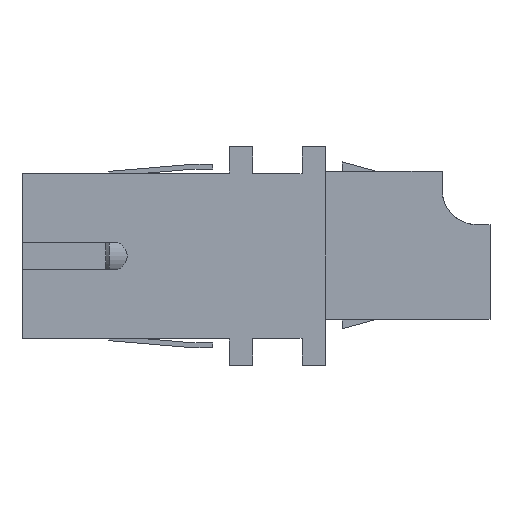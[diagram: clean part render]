
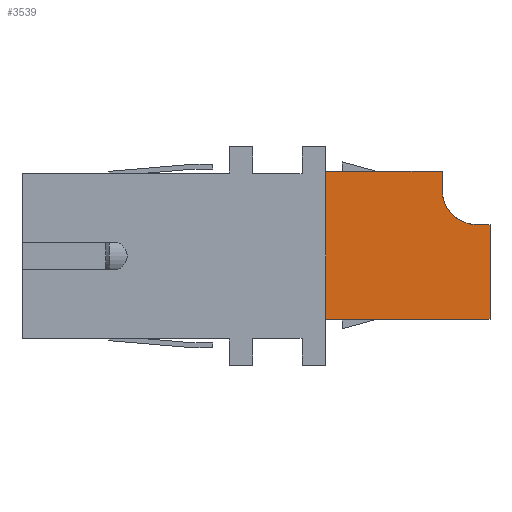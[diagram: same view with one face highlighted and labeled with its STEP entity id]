
A CAD part, left-side view. The second image highlights one B-rep face of the part: STEP entity #3539.
In plain terms, the highlighted planar face has unit normal (-1, 0, 0).
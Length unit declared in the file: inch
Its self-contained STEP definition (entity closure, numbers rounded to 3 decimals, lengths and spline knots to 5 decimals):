
#309 = DIRECTION ( 'NONE',  ( 0., 1., 0. ) ) ;
#310 = VECTOR ( 'NONE', #309, 39.37008 ) ;
#311 = CARTESIAN_POINT ( 'NONE',  ( -0.135, -0.722, -0.1925 ) ) ;
#312 = LINE ( 'NONE', #311, #310 ) ;
#313 = DIRECTION ( 'NONE',  ( 0., 0., 1. ) ) ;
#314 = VECTOR ( 'NONE', #313, 39.37008 ) ;
#315 = CARTESIAN_POINT ( 'NONE',  ( -0.135, -0.5763, 0.2575 ) ) ;
#316 = LINE ( 'NONE', #315, #314 ) ;
#317 = CARTESIAN_POINT ( 'NONE',  ( -0.135, -0.5763, 0.2002 ) ) ;
#318 = DIRECTION ( 'NONE',  ( 0., 0., -1. ) ) ;
#319 = DIRECTION ( 'NONE',  ( 1., 0., 0. ) ) ;
#320 = CARTESIAN_POINT ( 'NONE',  ( -0.135, -0.68084, 0.2002 ) ) ;
#321 = AXIS2_PLACEMENT_3D ( 'NONE', #320, #319, #318 ) ;
#322 = CIRCLE ( 'NONE', #321, 0.10454 ) ;
#333 = CARTESIAN_POINT ( 'NONE',  ( -0.135, -0.68084, 0.09565 ) ) ;
#334 = DIRECTION ( 'NONE',  ( 0., 1., 0. ) ) ;
#335 = VECTOR ( 'NONE', #334, 39.37008 ) ;
#336 = CARTESIAN_POINT ( 'NONE',  ( -0.135, -0.722, 0.09565 ) ) ;
#337 = LINE ( 'NONE', #336, #335 ) ;
#338 = CARTESIAN_POINT ( 'NONE',  ( -0.135, -0.722, -0.1925 ) ) ;
#339 = CARTESIAN_POINT ( 'NONE',  ( -0.135, -0.722, 0.09565 ) ) ;
#340 = DIRECTION ( 'NONE',  ( 0., 0., -1. ) ) ;
#341 = VECTOR ( 'NONE', #340, 39.37008 ) ;
#342 = CARTESIAN_POINT ( 'NONE',  ( -0.135, -0.722, 0.2575 ) ) ;
#343 = LINE ( 'NONE', #342, #341 ) ;
#344 = DIRECTION ( 'NONE',  ( 0., 0., -1. ) ) ;
#345 = DIRECTION ( 'NONE',  ( 1., 0., 0. ) ) ;
#346 = CARTESIAN_POINT ( 'NONE',  ( -0.135, -0.722, 0.2575 ) ) ;
#347 = AXIS2_PLACEMENT_3D ( 'NONE', #346, #345, #344 ) ;
#348 = PLANE ( 'NONE',  #347 ) ;
#349 = FACE_OUTER_BOUND ( 'NONE', #3540, .T. ) ;
#354 = CARTESIAN_POINT ( 'NONE',  ( -0.135, -0.5763, 0.2575 ) ) ;
#355 = DIRECTION ( 'NONE',  ( 0., 1., 0. ) ) ;
#356 = VECTOR ( 'NONE', #355, 39.37008 ) ;
#357 = CARTESIAN_POINT ( 'NONE',  ( -0.135, -0.722, 0.2575 ) ) ;
#358 = LINE ( 'NONE', #357, #356 ) ;
#1661 = CARTESIAN_POINT ( 'NONE',  ( -0.135, -0.222, 0.2575 ) ) ;
#1662 = DIRECTION ( 'NONE',  ( 0., 0., -1. ) ) ;
#1663 = VECTOR ( 'NONE', #1662, 39.37008 ) ;
#1664 = CARTESIAN_POINT ( 'NONE',  ( -0.135, -0.222, 0.2575 ) ) ;
#1665 = LINE ( 'NONE', #1664, #1663 ) ;
#1666 = CARTESIAN_POINT ( 'NONE',  ( -0.135, -0.222, -0.1925 ) ) ;
#3520 = EDGE_CURVE ( 'NONE', #3547, #3521, #322, .T. ) ;
#3521 = VERTEX_POINT ( 'NONE', #317 ) ;
#3522 = ORIENTED_EDGE ( 'NONE', *, *, #3523, .T. ) ;
#3523 = EDGE_CURVE ( 'NONE', #3521, #3535, #316, .T. ) ;
#3524 = ORIENTED_EDGE ( 'NONE', *, *, #3534, .T. ) ;
#3525 = ORIENTED_EDGE ( 'NONE', *, *, #4382, .T. ) ;
#3526 = ORIENTED_EDGE ( 'NONE', *, *, #3527, .F. ) ;
#3527 = EDGE_CURVE ( 'NONE', #3544, #4380, #312, .T. ) ;
#3534 = EDGE_CURVE ( 'NONE', #3535, #4383, #358, .T. ) ;
#3535 = VERTEX_POINT ( 'NONE', #354 ) ;
#3539 = ADVANCED_FACE ( 'NONE', ( #349 ), #348, .F. ) ;
#3540 = EDGE_LOOP ( 'NONE', ( #3541, #3545, #3548, #3522, #3524, #3525, #3526 ) ) ;
#3541 = ORIENTED_EDGE ( 'NONE', *, *, #3542, .F. ) ;
#3542 = EDGE_CURVE ( 'NONE', #3543, #3544, #343, .T. ) ;
#3543 = VERTEX_POINT ( 'NONE', #339 ) ;
#3544 = VERTEX_POINT ( 'NONE', #338 ) ;
#3545 = ORIENTED_EDGE ( 'NONE', *, *, #3546, .T. ) ;
#3546 = EDGE_CURVE ( 'NONE', #3543, #3547, #337, .T. ) ;
#3547 = VERTEX_POINT ( 'NONE', #333 ) ;
#3548 = ORIENTED_EDGE ( 'NONE', *, *, #3520, .T. ) ;
#4380 = VERTEX_POINT ( 'NONE', #1666 ) ;
#4382 = EDGE_CURVE ( 'NONE', #4383, #4380, #1665, .T. ) ;
#4383 = VERTEX_POINT ( 'NONE', #1661 ) ;
